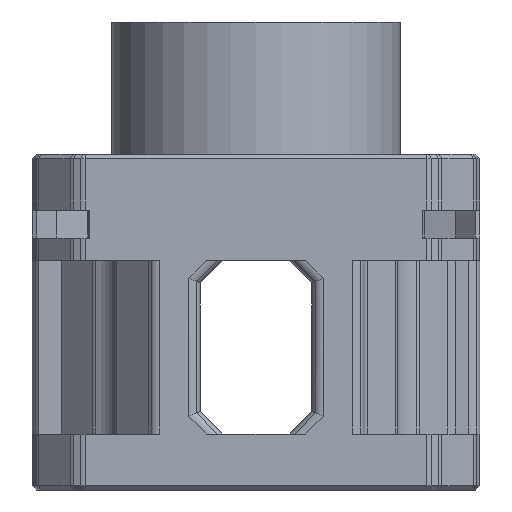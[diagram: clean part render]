
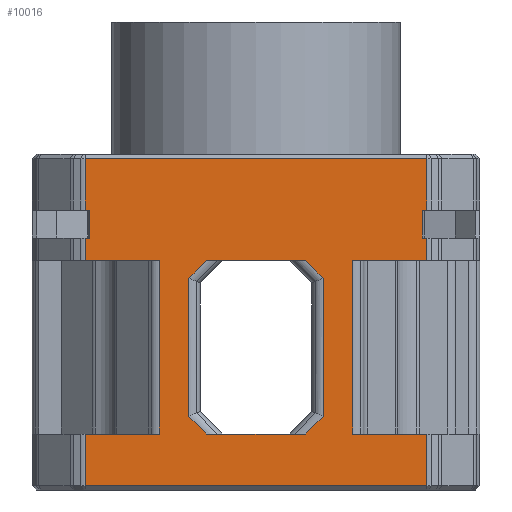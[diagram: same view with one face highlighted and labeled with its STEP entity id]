
A CAD part, left-side view. The second image highlights one B-rep face of the part: STEP entity #10016.
In plain terms, the highlighted planar face has unit normal (-1, 0, 0).
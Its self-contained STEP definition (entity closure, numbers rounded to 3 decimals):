
#327=FACE_BOUND('',#1209,.T.);
#629=FACE_OUTER_BOUND('',#1208,.T.);
#1208=EDGE_LOOP('',(#8048,#8049,#8050,#8051,#8052,#8053,#8054,#8055,#8056,
#8057,#8058,#8059,#8060,#8061,#8062,#8063,#8064,#8065,#8066,#8067));
#1209=EDGE_LOOP('',(#8068,#8069,#8070,#8071,#8072,#8073,#8074,#8075));
#2138=LINE('',#16047,#3151);
#2149=LINE('',#16091,#3162);
#2168=LINE('',#16173,#3181);
#2174=LINE('',#16200,#3187);
#2175=LINE('',#16202,#3188);
#2176=LINE('',#16204,#3189);
#2177=LINE('',#16206,#3190);
#2178=LINE('',#16208,#3191);
#2179=LINE('',#16210,#3192);
#2180=LINE('',#16212,#3193);
#2181=LINE('',#16214,#3194);
#2182=LINE('',#16216,#3195);
#2183=LINE('',#16218,#3196);
#2184=LINE('',#16220,#3197);
#2185=LINE('',#16222,#3198);
#2186=LINE('',#16223,#3199);
#2187=LINE('',#16225,#3200);
#2188=LINE('',#16227,#3201);
#2189=LINE('',#16229,#3202);
#2190=LINE('',#16231,#3203);
#2191=LINE('',#16233,#3204);
#2192=LINE('',#16234,#3205);
#2193=LINE('',#16236,#3206);
#2194=LINE('',#16238,#3207);
#2195=LINE('',#16240,#3208);
#2196=LINE('',#16241,#3209);
#2197=LINE('',#16243,#3210);
#2198=LINE('',#16244,#3211);
#3151=VECTOR('',#12977,1000.);
#3162=VECTOR('',#13012,1000.);
#3181=VECTOR('',#13077,1000.);
#3187=VECTOR('',#13099,1000.);
#3188=VECTOR('',#13100,1000.);
#3189=VECTOR('',#13101,1000.);
#3190=VECTOR('',#13102,1000.);
#3191=VECTOR('',#13103,1000.);
#3192=VECTOR('',#13104,1000.);
#3193=VECTOR('',#13105,1000.);
#3194=VECTOR('',#13106,1000.);
#3195=VECTOR('',#13107,1000.);
#3196=VECTOR('',#13108,1000.);
#3197=VECTOR('',#13109,1000.);
#3198=VECTOR('',#13110,1000.);
#3199=VECTOR('',#13111,1000.);
#3200=VECTOR('',#13112,1000.);
#3201=VECTOR('',#13113,1000.);
#3202=VECTOR('',#13114,1000.);
#3203=VECTOR('',#13115,1000.);
#3204=VECTOR('',#13116,1000.);
#3205=VECTOR('',#13117,1000.);
#3206=VECTOR('',#13118,1000.);
#3207=VECTOR('',#13119,1000.);
#3208=VECTOR('',#13120,1000.);
#3209=VECTOR('',#13121,1000.);
#3210=VECTOR('',#13122,1000.);
#3211=VECTOR('',#13123,1000.);
#4499=VERTEX_POINT('',#16044);
#4500=VERTEX_POINT('',#16046);
#4520=VERTEX_POINT('',#16089);
#4521=VERTEX_POINT('',#16090);
#4560=VERTEX_POINT('',#16170);
#4561=VERTEX_POINT('',#16172);
#4573=VERTEX_POINT('',#16198);
#4574=VERTEX_POINT('',#16199);
#4575=VERTEX_POINT('',#16201);
#4576=VERTEX_POINT('',#16203);
#4577=VERTEX_POINT('',#16205);
#4578=VERTEX_POINT('',#16207);
#4579=VERTEX_POINT('',#16209);
#4580=VERTEX_POINT('',#16211);
#4581=VERTEX_POINT('',#16213);
#4582=VERTEX_POINT('',#16215);
#4583=VERTEX_POINT('',#16217);
#4584=VERTEX_POINT('',#16219);
#4585=VERTEX_POINT('',#16221);
#4586=VERTEX_POINT('',#16224);
#4587=VERTEX_POINT('',#16226);
#4588=VERTEX_POINT('',#16228);
#4589=VERTEX_POINT('',#16230);
#4590=VERTEX_POINT('',#16232);
#4591=VERTEX_POINT('',#16235);
#4592=VERTEX_POINT('',#16237);
#4593=VERTEX_POINT('',#16239);
#4594=VERTEX_POINT('',#16242);
#5721=EDGE_CURVE('',#4499,#4500,#2138,.T.);
#5742=EDGE_CURVE('',#4520,#4521,#2149,.T.);
#5782=EDGE_CURVE('',#4560,#4561,#2168,.T.);
#5795=EDGE_CURVE('',#4573,#4574,#2174,.F.);
#5796=EDGE_CURVE('',#4574,#4575,#2175,.T.);
#5797=EDGE_CURVE('',#4575,#4576,#2176,.F.);
#5798=EDGE_CURVE('',#4576,#4577,#2177,.T.);
#5799=EDGE_CURVE('',#4577,#4578,#2178,.T.);
#5800=EDGE_CURVE('',#4579,#4578,#2179,.T.);
#5801=EDGE_CURVE('',#4579,#4580,#2180,.F.);
#5802=EDGE_CURVE('',#4580,#4581,#2181,.T.);
#5803=EDGE_CURVE('',#4581,#4582,#2182,.F.);
#5804=EDGE_CURVE('',#4583,#4582,#2183,.T.);
#5805=EDGE_CURVE('',#4583,#4584,#2184,.T.);
#5806=EDGE_CURVE('',#4584,#4585,#2185,.T.);
#5807=EDGE_CURVE('',#4585,#4561,#2186,.T.);
#5808=EDGE_CURVE('',#4560,#4586,#2187,.T.);
#5809=EDGE_CURVE('',#4586,#4587,#2188,.T.);
#5810=EDGE_CURVE('',#4587,#4588,#2189,.F.);
#5811=EDGE_CURVE('',#4589,#4588,#2190,.T.);
#5812=EDGE_CURVE('',#4589,#4590,#2191,.T.);
#5813=EDGE_CURVE('',#4590,#4573,#2192,.T.);
#5814=EDGE_CURVE('',#4591,#4520,#2193,.T.);
#5815=EDGE_CURVE('',#4521,#4592,#2194,.T.);
#5816=EDGE_CURVE('',#4592,#4593,#2195,.F.);
#5817=EDGE_CURVE('',#4593,#4500,#2196,.F.);
#5818=EDGE_CURVE('',#4499,#4594,#2197,.F.);
#5819=EDGE_CURVE('',#4594,#4591,#2198,.F.);
#8048=ORIENTED_EDGE('',*,*,#5795,.T.);
#8049=ORIENTED_EDGE('',*,*,#5796,.T.);
#8050=ORIENTED_EDGE('',*,*,#5797,.T.);
#8051=ORIENTED_EDGE('',*,*,#5798,.T.);
#8052=ORIENTED_EDGE('',*,*,#5799,.T.);
#8053=ORIENTED_EDGE('',*,*,#5800,.F.);
#8054=ORIENTED_EDGE('',*,*,#5801,.T.);
#8055=ORIENTED_EDGE('',*,*,#5802,.T.);
#8056=ORIENTED_EDGE('',*,*,#5803,.T.);
#8057=ORIENTED_EDGE('',*,*,#5804,.F.);
#8058=ORIENTED_EDGE('',*,*,#5805,.T.);
#8059=ORIENTED_EDGE('',*,*,#5806,.T.);
#8060=ORIENTED_EDGE('',*,*,#5807,.T.);
#8061=ORIENTED_EDGE('',*,*,#5782,.F.);
#8062=ORIENTED_EDGE('',*,*,#5808,.T.);
#8063=ORIENTED_EDGE('',*,*,#5809,.T.);
#8064=ORIENTED_EDGE('',*,*,#5810,.T.);
#8065=ORIENTED_EDGE('',*,*,#5811,.F.);
#8066=ORIENTED_EDGE('',*,*,#5812,.T.);
#8067=ORIENTED_EDGE('',*,*,#5813,.T.);
#8068=ORIENTED_EDGE('',*,*,#5814,.T.);
#8069=ORIENTED_EDGE('',*,*,#5742,.T.);
#8070=ORIENTED_EDGE('',*,*,#5815,.T.);
#8071=ORIENTED_EDGE('',*,*,#5816,.T.);
#8072=ORIENTED_EDGE('',*,*,#5817,.T.);
#8073=ORIENTED_EDGE('',*,*,#5721,.F.);
#8074=ORIENTED_EDGE('',*,*,#5818,.T.);
#8075=ORIENTED_EDGE('',*,*,#5819,.T.);
#9592=PLANE('',#10902);
#10016=ADVANCED_FACE('',(#629,#327),#9592,.F.);
#10902=AXIS2_PLACEMENT_3D('',#16197,#13097,#13098);
#12977=DIRECTION('',(0.,-1.,0.));
#13012=DIRECTION('',(0.,-1.,0.));
#13077=DIRECTION('',(0.,-1.,0.));
#13097=DIRECTION('center_axis',(1.,0.,0.));
#13098=DIRECTION('ref_axis',(0.,0.,1.));
#13099=DIRECTION('',(0.,0.,-1.));
#13100=DIRECTION('',(0.,1.,0.));
#13101=DIRECTION('',(0.,0.,1.));
#13102=DIRECTION('',(0.,-1.,0.));
#13103=DIRECTION('',(0.,0.,-1.));
#13104=DIRECTION('',(0.,-1.,0.));
#13105=DIRECTION('',(0.,0.,1.));
#13106=DIRECTION('',(0.,-1.,0.));
#13107=DIRECTION('',(0.,0.,1.));
#13108=DIRECTION('',(0.,-1.,0.));
#13109=DIRECTION('',(0.,0.,-1.));
#13110=DIRECTION('',(0.,-1.,0.));
#13111=DIRECTION('',(0.,0.,1.));
#13112=DIRECTION('',(0.,0.,1.));
#13113=DIRECTION('',(0.,-1.,0.));
#13114=DIRECTION('',(0.,0.,-1.));
#13115=DIRECTION('',(0.,-1.,0.));
#13116=DIRECTION('',(0.,0.,1.));
#13117=DIRECTION('',(0.,-1.,0.));
#13118=DIRECTION('',(0.,-0.707,0.707));
#13119=DIRECTION('',(0.,-0.707,-0.707));
#13120=DIRECTION('',(0.,0.,1.));
#13121=DIRECTION('',(0.,-0.707,0.707));
#13122=DIRECTION('',(0.,-0.707,-0.707));
#13123=DIRECTION('',(0.,0.,-1.));
#16044=CARTESIAN_POINT('',(-20.,4.415,5.));
#16046=CARTESIAN_POINT('',(-20.,-4.415,5.));
#16047=CARTESIAN_POINT('',(-20.,-3.,5.));
#16089=CARTESIAN_POINT('',(-20.,4.415,20.5));
#16090=CARTESIAN_POINT('',(-20.,-4.415,20.5));
#16091=CARTESIAN_POINT('',(-20.,-12.526,20.5));
#16170=CARTESIAN_POINT('',(-20.,-8.624,5.));
#16172=CARTESIAN_POINT('',(-20.,-15.255,5.));
#16173=CARTESIAN_POINT('',(-20.,-3.,5.));
#16197=CARTESIAN_POINT('Origin',(-20.,-3.,5.));
#16198=CARTESIAN_POINT('',(-20.,-15.255,25.));
#16199=CARTESIAN_POINT('',(-20.,-15.255,29.6));
#16200=CARTESIAN_POINT('',(-20.,-15.255,30.));
#16201=CARTESIAN_POINT('',(-20.,15.255,29.6));
#16202=CARTESIAN_POINT('',(-20.,15.255,29.6));
#16203=CARTESIAN_POINT('',(-20.,15.255,25.));
#16204=CARTESIAN_POINT('',(-20.,15.255,25.));
#16205=CARTESIAN_POINT('',(-20.,14.842,25.));
#16206=CARTESIAN_POINT('',(-20.,-3.,25.));
#16207=CARTESIAN_POINT('',(-20.,14.842,22.5));
#16208=CARTESIAN_POINT('',(-20.,14.842,22.5));
#16209=CARTESIAN_POINT('',(-20.,15.255,22.5));
#16210=CARTESIAN_POINT('',(-20.,-12.526,22.5));
#16211=CARTESIAN_POINT('',(-20.,15.255,20.5));
#16212=CARTESIAN_POINT('',(-20.,15.255,20.5));
#16213=CARTESIAN_POINT('',(-20.,8.624,20.5));
#16214=CARTESIAN_POINT('',(-20.,-12.526,20.5));
#16215=CARTESIAN_POINT('',(-20.,8.624,5.));
#16216=CARTESIAN_POINT('',(-20.,8.624,5.));
#16217=CARTESIAN_POINT('',(-20.,15.255,5.));
#16218=CARTESIAN_POINT('',(-20.,-3.,5.));
#16219=CARTESIAN_POINT('',(-20.,15.255,0.4));
#16220=CARTESIAN_POINT('',(-20.,15.255,0.));
#16221=CARTESIAN_POINT('',(-20.,-15.255,0.4));
#16222=CARTESIAN_POINT('',(-20.,-3.,0.4));
#16223=CARTESIAN_POINT('',(-20.,-15.255,5.));
#16224=CARTESIAN_POINT('',(-20.,-8.624,20.5));
#16225=CARTESIAN_POINT('',(-20.,-8.624,20.5));
#16226=CARTESIAN_POINT('',(-20.,-15.255,20.5));
#16227=CARTESIAN_POINT('',(-20.,-12.526,20.5));
#16228=CARTESIAN_POINT('',(-20.,-15.255,22.5));
#16229=CARTESIAN_POINT('',(-20.,-15.255,22.5));
#16230=CARTESIAN_POINT('',(-20.,-14.842,22.5));
#16231=CARTESIAN_POINT('',(-20.,-12.526,22.5));
#16232=CARTESIAN_POINT('',(-20.,-14.842,25.));
#16233=CARTESIAN_POINT('',(-20.,-14.842,5.));
#16234=CARTESIAN_POINT('',(-20.,-3.,25.));
#16235=CARTESIAN_POINT('',(-20.,6.,18.914));
#16236=CARTESIAN_POINT('',(-20.,4.122,20.793));
#16237=CARTESIAN_POINT('',(-20.,-6.,18.914));
#16238=CARTESIAN_POINT('',(-20.,-5.879,19.036));
#16239=CARTESIAN_POINT('',(-20.,-6.,6.586));
#16240=CARTESIAN_POINT('',(-20.,-6.,6.757));
#16241=CARTESIAN_POINT('',(-20.,-4.122,4.707));
#16242=CARTESIAN_POINT('',(-20.,6.,6.586));
#16243=CARTESIAN_POINT('',(-20.,5.879,6.464));
#16244=CARTESIAN_POINT('',(-20.,6.,18.743));
